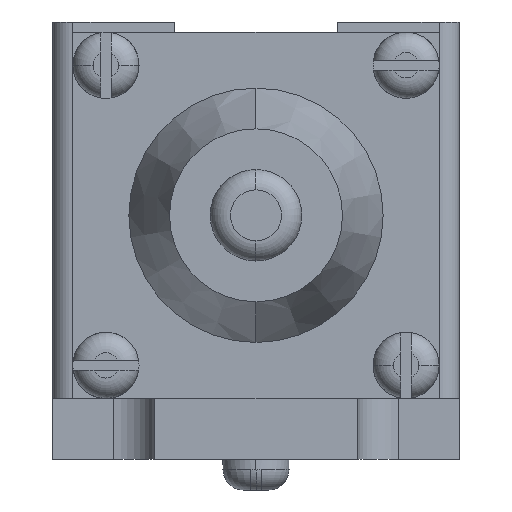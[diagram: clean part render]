
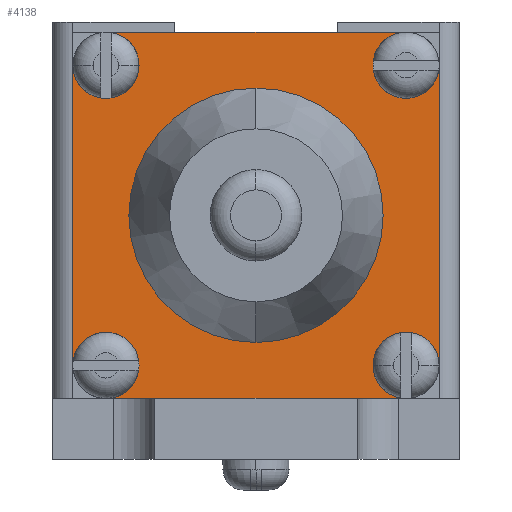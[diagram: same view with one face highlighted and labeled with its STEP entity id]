
A CAD part, left-side view. The second image highlights one B-rep face of the part: STEP entity #4138.
In plain terms, the highlighted planar face has unit normal (-1, 0, 0).
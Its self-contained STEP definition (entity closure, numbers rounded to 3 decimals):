
#5 = DIRECTION ( 'NONE',  ( -1., 0., 0. ) ) ;
#29 = CARTESIAN_POINT ( 'NONE',  ( -41.5, 0., 24. ) ) ;
#47 = DIRECTION ( 'NONE',  ( 1., 0., 0. ) ) ;
#91 = CARTESIAN_POINT ( 'NONE',  ( -41.5, -14.75, 9.25 ) ) ;
#94 = DIRECTION ( 'NONE',  ( 0., 0., -1. ) ) ;
#108 = DIRECTION ( 'NONE',  ( 0., 1., 0. ) ) ;
#132 = CARTESIAN_POINT ( 'NONE',  ( -41.5, 0., 24. ) ) ;
#133 = DIRECTION ( 'NONE',  ( 1., 0., 0. ) ) ;
#134 = DIRECTION ( 'NONE',  ( 0., 0., -1. ) ) ;
#138 = CARTESIAN_POINT ( 'NONE',  ( -41.5, -14.75, 38.75 ) ) ;
#139 = DIRECTION ( 'NONE',  ( -1., 0., 0. ) ) ;
#140 = DIRECTION ( 'NONE',  ( 0., -1., 0. ) ) ;
#260 = CARTESIAN_POINT ( 'NONE',  ( -41.5, 14.75, 9.25 ) ) ;
#261 = DIRECTION ( 'NONE',  ( -1., 0., 0. ) ) ;
#262 = DIRECTION ( 'NONE',  ( 0., -1., 0. ) ) ;
#314 = CARTESIAN_POINT ( 'NONE',  ( -41.5, 18., 42. ) ) ;
#315 = DIRECTION ( 'NONE',  ( 0., -1., 0. ) ) ;
#339 = CARTESIAN_POINT ( 'NONE',  ( -41.5, 18., 6. ) ) ;
#340 = DIRECTION ( 'NONE',  ( 0., 1., 0. ) ) ;
#369 = EDGE_CURVE ( 'NONE', #2517, #2519, #1300, .T. ) ;
#401 = EDGE_CURVE ( 'NONE', #2530, #3796, #1347, .T. ) ;
#416 = EDGE_CURVE ( 'NONE', #3797, #4473, #1373, .T. ) ;
#428 = AXIS2_PLACEMENT_3D ( 'NONE', #29, #47, #94 ) ;
#443 = AXIS2_PLACEMENT_3D ( 'NONE', #91, #5, #108 ) ;
#451 = AXIS2_PLACEMENT_3D ( 'NONE', #2151, #2111, #2072 ) ;
#494 = CARTESIAN_POINT ( 'NONE',  ( -41.5, 14.75, 38.75 ) ) ;
#495 = DIRECTION ( 'NONE',  ( -1., 0., 0. ) ) ;
#496 = DIRECTION ( 'NONE',  ( 0., 1., 0. ) ) ;
#507 = CARTESIAN_POINT ( 'NONE',  ( -41.5, -18., 0. ) ) ;
#509 = DIRECTION ( 'NONE',  ( 0., 0., 1. ) ) ;
#564 = CARTESIAN_POINT ( 'NONE',  ( -41.5, 18., 0. ) ) ;
#565 = DIRECTION ( 'NONE',  ( 0., 0., 1. ) ) ;
#583 = CARTESIAN_POINT ( 'NONE',  ( -41.5, -14.75, 38.75 ) ) ;
#584 = DIRECTION ( 'NONE',  ( -1., 0., 0. ) ) ;
#585 = DIRECTION ( 'NONE',  ( 0., -1., 0. ) ) ;
#1300 = CIRCLE ( 'NONE', #428, 12.5 ) ;
#1347 = CIRCLE ( 'NONE', #443, 3.25 ) ;
#1373 = CIRCLE ( 'NONE', #451, 3.25 ) ;
#1790 = CARTESIAN_POINT ( 'NONE',  ( -41.5, 20., 43. ) ) ;
#1794 = PLANE ( 'NONE',  #5722 ) ;
#1799 = DIRECTION ( 'NONE',  ( 1., 0., 0. ) ) ;
#1800 = DIRECTION ( 'NONE',  ( 0., 1., 0. ) ) ;
#2072 = DIRECTION ( 'NONE',  ( 0., -1., 0. ) ) ;
#2111 = DIRECTION ( 'NONE',  ( -1., 0., 0. ) ) ;
#2151 = CARTESIAN_POINT ( 'NONE',  ( -41.5, 14.75, 9.25 ) ) ;
#2438 = CARTESIAN_POINT ( 'NONE',  ( -41.5, -14.75, 6. ) ) ;
#2460 = CARTESIAN_POINT ( 'NONE',  ( -41.5, 14.75, 6. ) ) ;
#2517 = VERTEX_POINT ( 'NONE', #6148 ) ;
#2519 = VERTEX_POINT ( 'NONE', #6101 ) ;
#2529 = VERTEX_POINT ( 'NONE', #6132 ) ;
#2530 = VERTEX_POINT ( 'NONE', #6198 ) ;
#2712 = AXIS2_PLACEMENT_3D ( 'NONE', #5584, #5585, #5586 ) ;
#2728 = AXIS2_PLACEMENT_3D ( 'NONE', #5656, #5657, #5658 ) ;
#2731 = AXIS2_PLACEMENT_3D ( 'NONE', #132, #133, #134 ) ;
#2733 = AXIS2_PLACEMENT_3D ( 'NONE', #138, #139, #140 ) ;
#3685 = CIRCLE ( 'NONE', #2712, 3.25 ) ;
#3706 = CIRCLE ( 'NONE', #2728, 3.25 ) ;
#3714 = CIRCLE ( 'NONE', #2731, 12.5 ) ;
#3717 = CIRCLE ( 'NONE', #2733, 3.25 ) ;
#3753 = CIRCLE ( 'NONE', #4617, 3.25 ) ;
#3780 = LINE ( 'NONE', #314, #3783 ) ;
#3783 = VECTOR ( 'NONE', #315, 1000. ) ;
#3796 = VERTEX_POINT ( 'NONE', #2438 ) ;
#3797 = VERTEX_POINT ( 'NONE', #2460 ) ;
#4138 = ADVANCED_FACE ( 'NONE', ( #4929, #4932 ), #1794, .F. ) ;
#4466 = VERTEX_POINT ( 'NONE', #5832 ) ;
#4469 = VERTEX_POINT ( 'NONE', #5828 ) ;
#4473 = VERTEX_POINT ( 'NONE', #5837 ) ;
#4475 = VERTEX_POINT ( 'NONE', #5839 ) ;
#4477 = VERTEX_POINT ( 'NONE', #5841 ) ;
#4479 = VERTEX_POINT ( 'NONE', #5843 ) ;
#4480 = VERTEX_POINT ( 'NONE', #5844 ) ;
#4484 = VERTEX_POINT ( 'NONE', #5848 ) ;
#4617 = AXIS2_PLACEMENT_3D ( 'NONE', #260, #261, #262 ) ;
#4633 = AXIS2_PLACEMENT_3D ( 'NONE', #494, #495, #496 ) ;
#4645 = AXIS2_PLACEMENT_3D ( 'NONE', #583, #584, #585 ) ;
#4679 = LINE ( 'NONE', #339, #4681 ) ;
#4681 = VECTOR ( 'NONE', #340, 1000. ) ;
#4697 = CIRCLE ( 'NONE', #4633, 3.25 ) ;
#4702 = LINE ( 'NONE', #507, #4705 ) ;
#4704 = CIRCLE ( 'NONE', #4645, 3.25 ) ;
#4705 = VECTOR ( 'NONE', #509, 1000. ) ;
#4723 = LINE ( 'NONE', #564, #4726 ) ;
#4726 = VECTOR ( 'NONE', #565, 1000. ) ;
#4786 = ORIENTED_EDGE ( 'NONE', *, *, #6322, .F. ) ;
#4787 = ORIENTED_EDGE ( 'NONE', *, *, #6362, .F. ) ;
#4799 = ORIENTED_EDGE ( 'NONE', *, *, #6292, .F. ) ;
#4804 = ORIENTED_EDGE ( 'NONE', *, *, #6265, .F. ) ;
#4807 = ORIENTED_EDGE ( 'NONE', *, *, #369, .T. ) ;
#4813 = ORIENTED_EDGE ( 'NONE', *, *, #416, .F. ) ;
#4826 = ORIENTED_EDGE ( 'NONE', *, *, #401, .F. ) ;
#4833 = ORIENTED_EDGE ( 'NONE', *, *, #6290, .T. ) ;
#4834 = ORIENTED_EDGE ( 'NONE', *, *, #6380, .F. ) ;
#4837 = ORIENTED_EDGE ( 'NONE', *, *, #6388, .F. ) ;
#4850 = ORIENTED_EDGE ( 'NONE', *, *, #6287, .F. ) ;
#4857 = ORIENTED_EDGE ( 'NONE', *, *, #6352, .F. ) ;
#4859 = ORIENTED_EDGE ( 'NONE', *, *, #6366, .T. ) ;
#4866 = ORIENTED_EDGE ( 'NONE', *, *, #6340, .F. ) ;
#4929 = FACE_BOUND ( 'NONE', #5387, .T. ) ;
#4932 = FACE_OUTER_BOUND ( 'NONE', #5236, .T. ) ;
#5236 = EDGE_LOOP ( 'NONE', ( #4850, #4859, #4837, #4799, #4866, #4804, #4787, #4834, #4786, #4813, #4857, #4826 ) ) ;
#5387 = EDGE_LOOP ( 'NONE', ( #4833, #4807 ) ) ;
#5584 = CARTESIAN_POINT ( 'NONE',  ( -41.5, 14.75, 38.75 ) ) ;
#5585 = DIRECTION ( 'NONE',  ( -1., 0., 0. ) ) ;
#5586 = DIRECTION ( 'NONE',  ( 0., 1., 0. ) ) ;
#5656 = CARTESIAN_POINT ( 'NONE',  ( -41.5, -14.75, 9.25 ) ) ;
#5657 = DIRECTION ( 'NONE',  ( -1., 0., 0. ) ) ;
#5658 = DIRECTION ( 'NONE',  ( 0., 1., 0. ) ) ;
#5722 = AXIS2_PLACEMENT_3D ( 'NONE', #1790, #1799, #1800 ) ;
#5828 = CARTESIAN_POINT ( 'NONE',  ( -41.5, 11.5, 38.75 ) ) ;
#5832 = CARTESIAN_POINT ( 'NONE',  ( -41.5, 18., 9.25 ) ) ;
#5837 = CARTESIAN_POINT ( 'NONE',  ( -41.5, 11.5, 9.25 ) ) ;
#5839 = CARTESIAN_POINT ( 'NONE',  ( -41.5, -11.5, 38.75 ) ) ;
#5841 = CARTESIAN_POINT ( 'NONE',  ( -41.5, -18., 38.75 ) ) ;
#5843 = CARTESIAN_POINT ( 'NONE',  ( -41.5, 14.75, 42. ) ) ;
#5844 = CARTESIAN_POINT ( 'NONE',  ( -41.5, -14.75, 42. ) ) ;
#5848 = CARTESIAN_POINT ( 'NONE',  ( -41.5, 18., 38.75 ) ) ;
#6101 = CARTESIAN_POINT ( 'NONE',  ( -41.5, 0., 11.5 ) ) ;
#6132 = CARTESIAN_POINT ( 'NONE',  ( -41.5, -18., 9.25 ) ) ;
#6148 = CARTESIAN_POINT ( 'NONE',  ( -41.5, 0., 36.5 ) ) ;
#6198 = CARTESIAN_POINT ( 'NONE',  ( -41.5, -11.5, 9.25 ) ) ;
#6265 = EDGE_CURVE ( 'NONE', #4469, #4479, #3685, .T. ) ;
#6287 = EDGE_CURVE ( 'NONE', #2529, #2530, #3706, .T. ) ;
#6290 = EDGE_CURVE ( 'NONE', #2519, #2517, #3714, .T. ) ;
#6292 = EDGE_CURVE ( 'NONE', #4480, #4475, #3717, .T. ) ;
#6322 = EDGE_CURVE ( 'NONE', #4473, #4466, #3753, .T. ) ;
#6340 = EDGE_CURVE ( 'NONE', #4479, #4480, #3780, .T. ) ;
#6352 = EDGE_CURVE ( 'NONE', #3796, #3797, #4679, .T. ) ;
#6362 = EDGE_CURVE ( 'NONE', #4484, #4469, #4697, .T. ) ;
#6366 = EDGE_CURVE ( 'NONE', #2529, #4477, #4702, .T. ) ;
#6380 = EDGE_CURVE ( 'NONE', #4466, #4484, #4723, .T. ) ;
#6388 = EDGE_CURVE ( 'NONE', #4475, #4477, #4704, .T. ) ;
